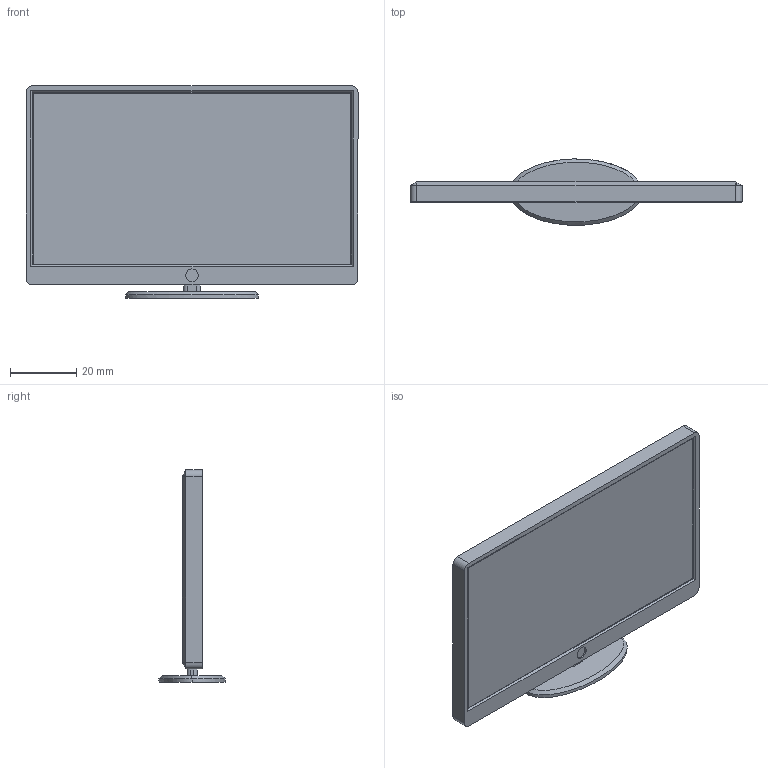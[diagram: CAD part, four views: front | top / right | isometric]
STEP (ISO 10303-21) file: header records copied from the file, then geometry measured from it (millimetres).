
FILE_DESCRIPTION (( 'STEP AP203' ), '1' );
FILE_NAME ('televisio_assy.STEP', '2017-04-17T01:06:01', ( '' ), ( '' ), 'SwSTEP 2.0', 'SolidWorks 2016', '' );
FILE_SCHEMA (( 'CONFIG_CONTROL_DESIGN' ));
Length unit declared in the file: millimetre
Products named in the file (4): jalka; kehys; ruutu; televisio_assy
Assembly tree (3 placements, depth 2):
  televisio_assy
    jalka
    kehys
    ruutu
Bounding box: 100 x 19.93 x 64 mm (x, y, z)
Volume: 33946.3 mm3; surface area: 26267.6 mm2
Topology: 3 solids, 3 shells, 93 faces, 219 edges, 131 vertices
Faces by surface type: plane 47, cylinder 34, bspline 4, sphere 4, cone 4
Entity records: 4488 total; most frequent: CARTESIAN_POINT 1951, DIRECTION 460, ORIENTED_EDGE 422, EDGE_CURVE 211, AXIS2_PLACEMENT_3D 163, LINE 134, VECTOR 134, VERTEX_POINT 131
